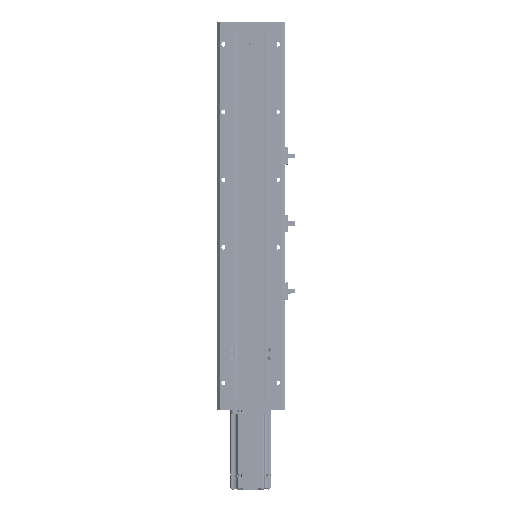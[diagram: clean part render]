
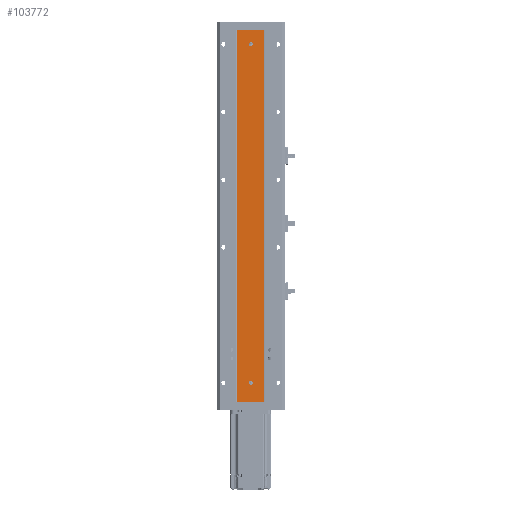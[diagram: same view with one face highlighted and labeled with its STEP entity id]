
A CAD part, front view. The second image highlights one B-rep face of the part: STEP entity #103772.
In plain terms, the highlighted free-form (B-spline) face has degree [1, 1] with [2, 2] control points.
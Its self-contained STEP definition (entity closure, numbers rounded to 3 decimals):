
#92127 = VERTEX_POINT('',#92128);
#92128 = CARTESIAN_POINT('',(36.113,-93.877,
    -76.647));
#92133 = EDGE_CURVE('',#92134,#92127,#92136,.T.);
#92134 = VERTEX_POINT('',#92135);
#92135 = CARTESIAN_POINT('',(36.113,-93.877,
    -68.775));
#92136 = ( BOUNDED_CURVE() B_SPLINE_CURVE(2,(#92137,#92138,#92139,#92140
,#92141),.UNSPECIFIED.,.F.,.F.) B_SPLINE_CURVE_WITH_KNOTS((3,2,3),(
    3.142,4.712,6.283),
.PIECEWISE_BEZIER_KNOTS.) CURVE() GEOMETRIC_REPRESENTATION_ITEM() 
RATIONAL_B_SPLINE_CURVE((1.,0.707,1.,0.707,1.)) 
REPRESENTATION_ITEM('') );
#92137 = CARTESIAN_POINT('',(36.113,-93.877,
    -68.775));
#92138 = CARTESIAN_POINT('',(32.177,-93.877,
    -68.775));
#92139 = CARTESIAN_POINT('',(32.177,-93.877,
    -72.711));
#92140 = CARTESIAN_POINT('',(32.177,-93.877,
    -76.647));
#92141 = CARTESIAN_POINT('',(36.113,-93.877,
    -76.647));
#92175 = VERTEX_POINT('',#92176);
#92176 = CARTESIAN_POINT('',(36.113,-93.877,
    -732.633));
#92181 = EDGE_CURVE('',#92182,#92175,#92184,.T.);
#92182 = VERTEX_POINT('',#92183);
#92183 = CARTESIAN_POINT('',(36.113,-93.877,
    -724.761));
#92184 = ( BOUNDED_CURVE() B_SPLINE_CURVE(2,(#92185,#92186,#92187,#92188
,#92189),.UNSPECIFIED.,.F.,.F.) B_SPLINE_CURVE_WITH_KNOTS((3,2,3),(
    3.142,4.712,6.283),
.PIECEWISE_BEZIER_KNOTS.) CURVE() GEOMETRIC_REPRESENTATION_ITEM() 
RATIONAL_B_SPLINE_CURVE((1.,0.707,1.,0.707,1.)) 
REPRESENTATION_ITEM('') );
#92185 = CARTESIAN_POINT('',(36.113,-93.877,
    -724.761));
#92186 = CARTESIAN_POINT('',(32.177,-93.877,
    -724.761));
#92187 = CARTESIAN_POINT('',(32.177,-93.877,
    -728.697));
#92188 = CARTESIAN_POINT('',(32.177,-93.877,
    -732.633));
#92189 = CARTESIAN_POINT('',(36.113,-93.877,
    -732.633));
#101377 = VERTEX_POINT('',#101378);
#101378 = CARTESIAN_POINT('',(62.353,-93.877,
    -765.432));
#101384 = EDGE_CURVE('',#101385,#101377,#101387,.T.);
#101385 = VERTEX_POINT('',#101386);
#101386 = CARTESIAN_POINT('',(9.874,-93.877,
    -765.432));
#101387 = B_SPLINE_CURVE_WITH_KNOTS('',1,(#101388,#101389),
  .UNSPECIFIED.,.F.,.F.,(2,2),(0.,40.),.PIECEWISE_BEZIER_KNOTS.);
#101388 = CARTESIAN_POINT('',(9.874,-93.877,
    -765.432));
#101389 = CARTESIAN_POINT('',(62.353,-93.877,
    -765.432));
#102068 = VERTEX_POINT('',#102069);
#102069 = CARTESIAN_POINT('',(9.874,-93.877,
    -45.16));
#102075 = EDGE_CURVE('',#102068,#102076,#102078,.T.);
#102076 = VERTEX_POINT('',#102077);
#102077 = CARTESIAN_POINT('',(62.353,-93.877,
    -45.16));
#102078 = B_SPLINE_CURVE_WITH_KNOTS('',1,(#102079,#102080),
  .UNSPECIFIED.,.F.,.F.,(2,2),(0.,40.),.PIECEWISE_BEZIER_KNOTS.);
#102079 = CARTESIAN_POINT('',(9.874,-93.877,
    -45.16));
#102080 = CARTESIAN_POINT('',(62.353,-93.877,
    -45.16));
#103760 = EDGE_CURVE('',#102068,#101385,#103761,.T.);
#103761 = B_SPLINE_CURVE_WITH_KNOTS('',1,(#103762,#103763),
  .UNSPECIFIED.,.F.,.F.,(2,2),(-0.,549.),.PIECEWISE_BEZIER_KNOTS.);
#103762 = CARTESIAN_POINT('',(9.874,-93.877,
    -45.16));
#103763 = CARTESIAN_POINT('',(9.874,-93.877,
    -765.432));
#103772 = ADVANCED_FACE('',(#103773,#103784,#103795),#103805,.F.);
#103773 = FACE_BOUND('',#103774,.T.);
#103774 = EDGE_LOOP('',(#103775,#103783));
#103775 = ORIENTED_EDGE('',*,*,#103776,.F.);
#103776 = EDGE_CURVE('',#92127,#92134,#103777,.T.);
#103777 = ( BOUNDED_CURVE() B_SPLINE_CURVE(2,(#103778,#103779,#103780,
#103781,#103782),.UNSPECIFIED.,.F.,.F.) B_SPLINE_CURVE_WITH_KNOTS((3,2,3
),(0.,1.571,3.142),.PIECEWISE_BEZIER_KNOTS.) CURVE() 
GEOMETRIC_REPRESENTATION_ITEM() RATIONAL_B_SPLINE_CURVE((1.,
0.707,1.,0.707,1.)) REPRESENTATION_ITEM('') );
#103778 = CARTESIAN_POINT('',(36.113,-93.877,
    -76.647));
#103779 = CARTESIAN_POINT('',(40.049,-93.877,
    -76.647));
#103780 = CARTESIAN_POINT('',(40.049,-93.877,
    -72.711));
#103781 = CARTESIAN_POINT('',(40.049,-93.877,
    -68.775));
#103782 = CARTESIAN_POINT('',(36.113,-93.877,
    -68.775));
#103783 = ORIENTED_EDGE('',*,*,#92133,.F.);
#103784 = FACE_BOUND('',#103785,.T.);
#103785 = EDGE_LOOP('',(#103786,#103794));
#103786 = ORIENTED_EDGE('',*,*,#103787,.F.);
#103787 = EDGE_CURVE('',#92175,#92182,#103788,.T.);
#103788 = ( BOUNDED_CURVE() B_SPLINE_CURVE(2,(#103789,#103790,#103791,
#103792,#103793),.UNSPECIFIED.,.F.,.F.) B_SPLINE_CURVE_WITH_KNOTS((3,2,3
),(0.,1.571,3.142),.PIECEWISE_BEZIER_KNOTS.) CURVE() 
GEOMETRIC_REPRESENTATION_ITEM() RATIONAL_B_SPLINE_CURVE((1.,
0.707,1.,0.707,1.)) REPRESENTATION_ITEM('') );
#103789 = CARTESIAN_POINT('',(36.113,-93.877,
    -732.633));
#103790 = CARTESIAN_POINT('',(40.049,-93.877,
    -732.633));
#103791 = CARTESIAN_POINT('',(40.049,-93.877,
    -728.697));
#103792 = CARTESIAN_POINT('',(40.049,-93.877,
    -724.761));
#103793 = CARTESIAN_POINT('',(36.113,-93.877,
    -724.761));
#103794 = ORIENTED_EDGE('',*,*,#92181,.F.);
#103795 = FACE_BOUND('',#103796,.T.);
#103796 = EDGE_LOOP('',(#103797,#103798,#103803,#103804));
#103797 = ORIENTED_EDGE('',*,*,#101384,.T.);
#103798 = ORIENTED_EDGE('',*,*,#103799,.F.);
#103799 = EDGE_CURVE('',#102076,#101377,#103800,.T.);
#103800 = B_SPLINE_CURVE_WITH_KNOTS('',1,(#103801,#103802),
  .UNSPECIFIED.,.F.,.F.,(2,2),(-0.,549.),.PIECEWISE_BEZIER_KNOTS.);
#103801 = CARTESIAN_POINT('',(62.353,-93.877,
    -45.16));
#103802 = CARTESIAN_POINT('',(62.353,-93.877,
    -765.432));
#103803 = ORIENTED_EDGE('',*,*,#102075,.F.);
#103804 = ORIENTED_EDGE('',*,*,#103760,.T.);
#103805 = B_SPLINE_SURFACE_WITH_KNOTS('',1,1,(
    (#103806,#103807)
    ,(#103808,#103809
  )),.UNSPECIFIED.,.F.,.F.,.F.,(2,2),(2,2),(-549.,0.),(0.,40.),
  .PIECEWISE_BEZIER_KNOTS.);
#103806 = CARTESIAN_POINT('',(9.874,-93.877,
    -765.432));
#103807 = CARTESIAN_POINT('',(62.353,-93.877,
    -765.432));
#103808 = CARTESIAN_POINT('',(9.874,-93.877,
    -45.16));
#103809 = CARTESIAN_POINT('',(62.353,-93.877,
    -45.16));
